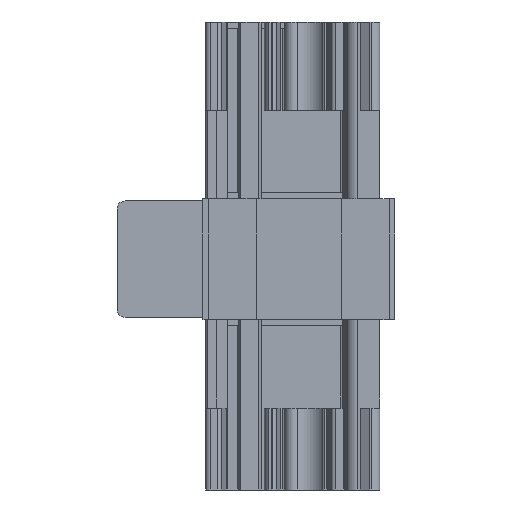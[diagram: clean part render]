
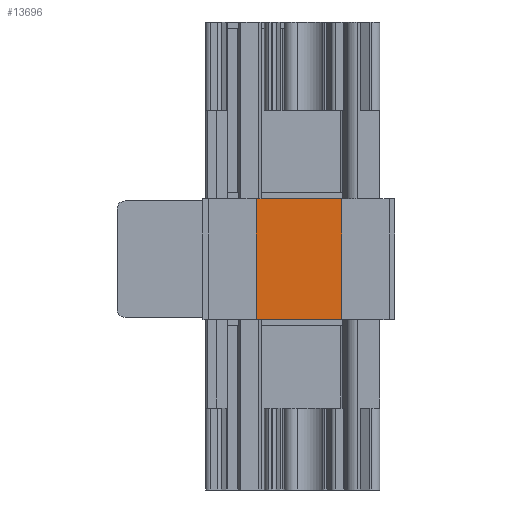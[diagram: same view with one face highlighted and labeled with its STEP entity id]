
A CAD part, front view. The second image highlights one B-rep face of the part: STEP entity #13696.
In plain terms, the highlighted planar face has unit normal (0, -1, 0).
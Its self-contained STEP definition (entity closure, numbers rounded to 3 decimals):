
#2634=ORIENTED_EDGE('',*,*,#4394,.T.);
#2635=ORIENTED_EDGE('',*,*,#3826,.F.);
#2636=ORIENTED_EDGE('',*,*,#4395,.F.);
#2637=ORIENTED_EDGE('',*,*,#4347,.T.);
#3826=EDGE_CURVE('',#5072,#5073,#6106,.T.);
#4347=EDGE_CURVE('',#5398,#5397,#6548,.T.);
#4394=EDGE_CURVE('',#5397,#5073,#6587,.T.);
#4395=EDGE_CURVE('',#5398,#5072,#6588,.T.);
#5072=VERTEX_POINT('',#18549);
#5073=VERTEX_POINT('',#18551);
#5397=VERTEX_POINT('',#19571);
#5398=VERTEX_POINT('',#19573);
#6106=LINE('',#18550,#7305);
#6548=LINE('',#19572,#7747);
#6587=LINE('',#19663,#7786);
#6588=LINE('',#19664,#7787);
#7305=VECTOR('',#15688,1000.);
#7747=VECTOR('',#16640,1000.);
#7786=VECTOR('',#16735,1000.);
#7787=VECTOR('',#16736,1000.);
#8359=EDGE_LOOP('',(#2634,#2635,#2636,#2637));
#8945=FACE_BOUND('',#8359,.T.);
#9434=PLANE('',#14402);
#13696=ADVANCED_FACE('',(#8945),#9434,.T.);
#14402=AXIS2_PLACEMENT_3D('',#19662,#16733,#16734);
#15688=DIRECTION('',(-1.,0.,0.));
#16640=DIRECTION('',(-1.,0.,0.));
#16733=DIRECTION('',(0.,-1.,0.));
#16734=DIRECTION('',(-1.,0.,0.));
#16735=DIRECTION('',(0.,0.,-1.));
#16736=DIRECTION('',(0.,0.,-1.));
#18549=CARTESIAN_POINT('',(14.75,-24.321,-76.512));
#18550=CARTESIAN_POINT('',(14.75,-24.321,-76.512));
#18551=CARTESIAN_POINT('',(-15.25,-24.321,-76.512));
#19571=CARTESIAN_POINT('',(-15.25,-24.321,-46.96));
#19572=CARTESIAN_POINT('',(14.75,-24.321,-46.96));
#19573=CARTESIAN_POINT('',(14.75,-24.321,-46.96));
#19662=CARTESIAN_POINT('',(14.75,-24.321,-17.833));
#19663=CARTESIAN_POINT('',(-15.25,-24.321,-17.833));
#19664=CARTESIAN_POINT('',(14.75,-24.321,-17.833));
